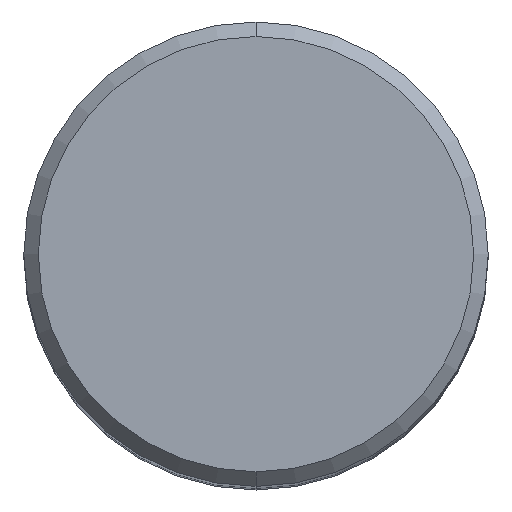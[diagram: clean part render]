
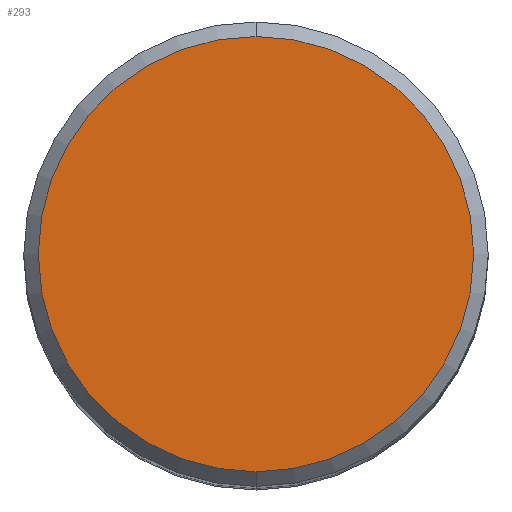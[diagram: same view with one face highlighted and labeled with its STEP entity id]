
A CAD part, top view. The second image highlights one B-rep face of the part: STEP entity #293.
In plain terms, the highlighted planar face has unit normal (0, 0, 1).
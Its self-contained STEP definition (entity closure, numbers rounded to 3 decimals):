
#293=ADVANCED_FACE('',(#624),#625,.T.);
#297=VERTEX_POINT('',#630);
#379=EDGE_CURVE('',#297,#479,#722,.T.);
#401=EDGE_CURVE('',#479,#297,#745,.T.);
#479=VERTEX_POINT('',#829);
#624=FACE_OUTER_BOUND('',#1082,.T.);
#625=PLANE('',#1083);
#630=CARTESIAN_POINT('',(0.,-15.0,0.0));
#722=CIRCLE('',#1318,15.0);
#745=CIRCLE('',#1399,15.0);
#829=CARTESIAN_POINT('',(0.0,15.0,0.0));
#1082=EDGE_LOOP('',(#1708,#1709));
#1083=AXIS2_PLACEMENT_3D('',#1710,#1711,#1712);
#1318=AXIS2_PLACEMENT_3D('',#1832,#1833,#1834);
#1399=AXIS2_PLACEMENT_3D('',#1851,#1852,#1853);
#1708=ORIENTED_EDGE('',*,*,#401,.F.);
#1709=ORIENTED_EDGE('',*,*,#379,.F.);
#1710=CARTESIAN_POINT('',(0.0,7.5,0.0));
#1711=DIRECTION('',(-0.0,0.0,1.0));
#1712=DIRECTION('',(0.0,-1.0,0.0));
#1832=CARTESIAN_POINT('',(0.0,0.0,0.0));
#1833=DIRECTION('',(0.0,0.0,-1.0));
#1834=DIRECTION('',(0.0,1.0,0.0));
#1851=CARTESIAN_POINT('',(0.0,0.0,0.0));
#1852=DIRECTION('',(0.0,0.0,-1.0));
#1853=DIRECTION('',(0.0,1.0,0.0));
